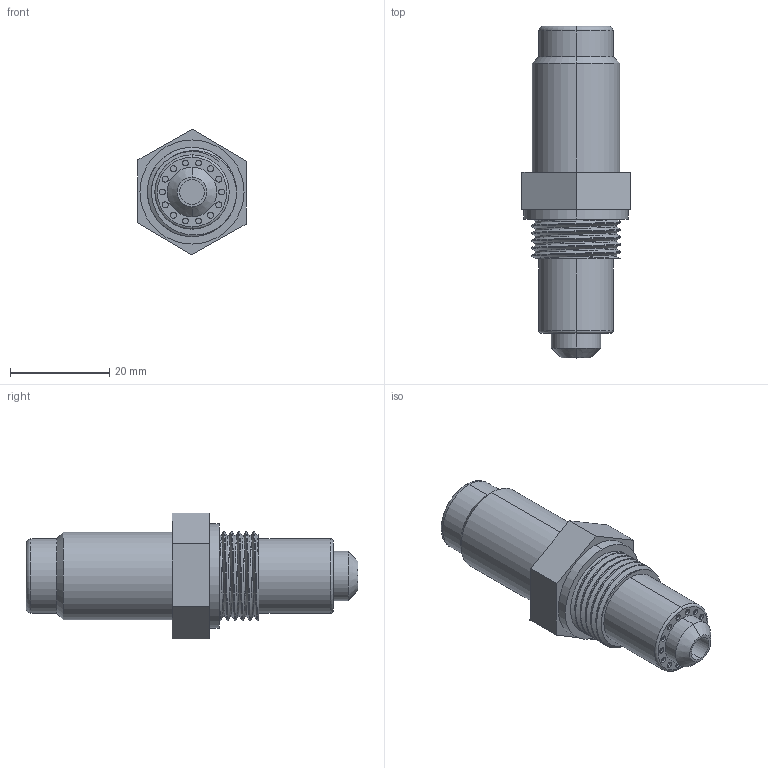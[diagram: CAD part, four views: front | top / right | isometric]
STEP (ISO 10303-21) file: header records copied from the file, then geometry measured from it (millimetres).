
FILE_DESCRIPTION (( 'STEP AP214' ), '1' );
FILE_NAME ('BOSCH 49 O2.STEP', '2019-05-02T02:51:56', ( '' ), ( '' ), 'SwSTEP 2.0', 'SolidWorks 2019', '' );
FILE_SCHEMA (( 'AUTOMOTIVE_DESIGN' ));
Length unit declared in the file: millimetre
Products named in the file (1): BOSCH 49 O2
Bounding box: 22.18 x 67 x 25.4 mm (x, y, z)
Volume: 12828.5 mm3; surface area: 6689.2 mm2
Topology: 3 solids, 3 shells, 85 faces, 213 edges, 138 vertices
Faces by surface type: cylinder 56, plane 17, torus 4, cone 4, bspline 4
Entity records: 5889 total; most frequent: CARTESIAN_POINT 3744, DIRECTION 447, ORIENTED_EDGE 426, EDGE_CURVE 213, AXIS2_PLACEMENT_3D 183, VERTEX_POINT 138, EDGE_LOOP 121, CIRCLE 101
